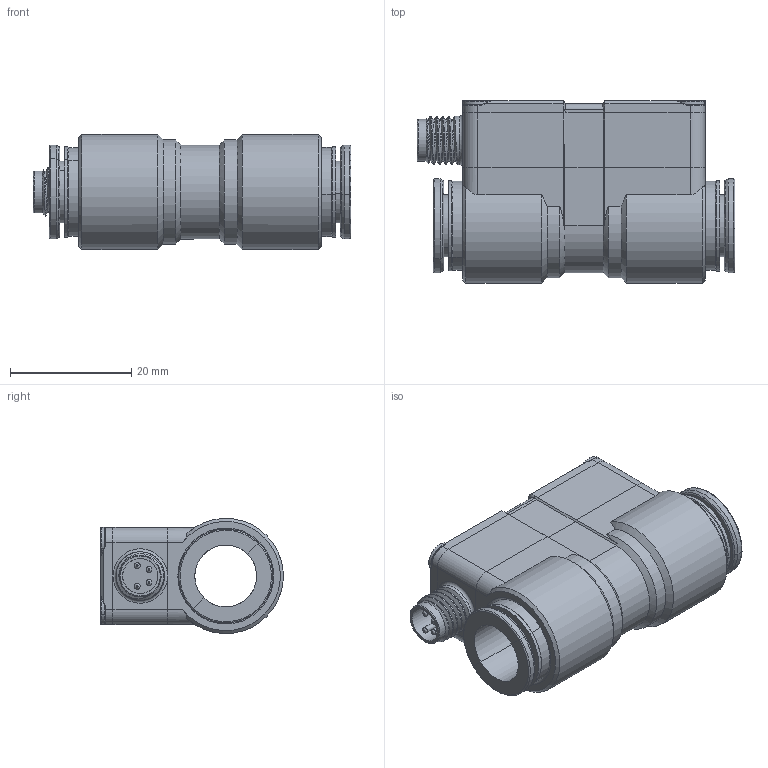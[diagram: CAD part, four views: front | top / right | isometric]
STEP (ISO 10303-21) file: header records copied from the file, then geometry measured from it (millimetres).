
FILE_DESCRIPTION (( 'STEP AP203' ), '1' );
FILE_NAME ('Inline_10mm_NONC.STEP', '2023-03-28T16:11:55', ( '' ), ( '' ), 'SwSTEP 2.0', 'SolidWorks 2020', '' );
FILE_SCHEMA (( 'CONFIG_CONTROL_DESIGN' ));
Length unit declared in the file: millimetre
Products named in the file (1): Inline_10mm_NONC
Bounding box: 52.35 x 30.07 x 18.97 mm (x, y, z)
Surface area: 8178.6 mm2 (no closed solid volume)
Topology: 0 solids, 27 shells, 375 faces, 1119 edges, 766 vertices
Faces by surface type: plane 164, cylinder 128, torus 38, cone 27, bspline 17, sphere 1
Full cylindrical faces by diameter (mm): 0.97 x4, 1 x1, 2.2 x2, 2.4 x2, 3.5 x1, 4 x1, 5.8 x1, 6.9 x1, 8 x5, 14.8 x2
Entity records: 14403 total; most frequent: CARTESIAN_POINT 5185, DIRECTION 1856, ORIENTED_EDGE 1691, EDGE_CURVE 1055, VERTEX_POINT 743, AXIS2_PLACEMENT_3D 678, VECTOR 500, LINE 500
